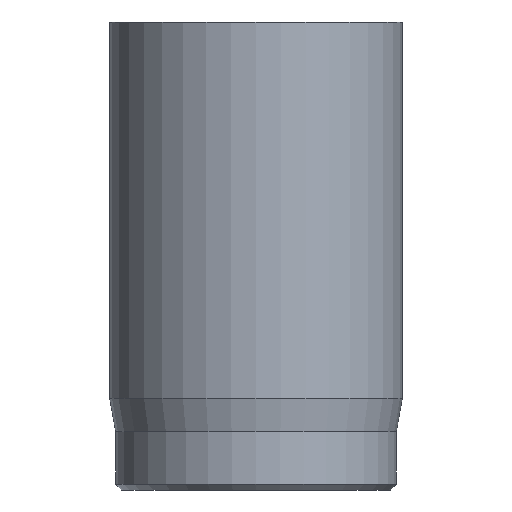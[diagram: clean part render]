
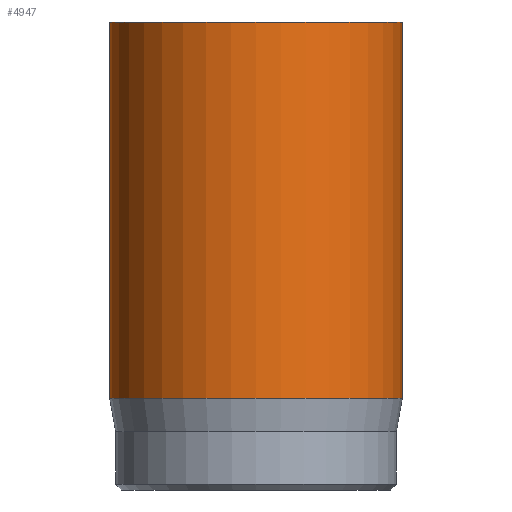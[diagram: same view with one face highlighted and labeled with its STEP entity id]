
A CAD part, front view. The second image highlights one B-rep face of the part: STEP entity #4947.
In plain terms, the highlighted cylindrical face has radius 2.5 mm (diameter 5 mm), a full revolution.
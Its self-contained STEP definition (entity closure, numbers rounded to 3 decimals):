
#40=CYLINDRICAL_SURFACE('',#5170,2.5);
#56=CIRCLE('',#5145,2.5);
#67=CIRCLE('',#5168,2.5);
#68=CIRCLE('',#5169,2.5);
#409=FACE_OUTER_BOUND('',#702,.T.);
#702=EDGE_LOOP('',(#4224,#4225,#4226,#4227,#4228));
#1053=LINE('',#8958,#1417);
#1417=VECTOR('',#5680,2.5);
#2213=VERTEX_POINT('',#8913);
#2224=VERTEX_POINT('',#8952);
#2225=VERTEX_POINT('',#8953);
#2894=EDGE_CURVE('',#2213,#2213,#56,.T.);
#2910=EDGE_CURVE('',#2224,#2225,#67,.T.);
#2911=EDGE_CURVE('',#2225,#2224,#68,.T.);
#2913=EDGE_CURVE('',#2213,#2224,#1053,.T.);
#4224=ORIENTED_EDGE('',*,*,#2894,.T.);
#4225=ORIENTED_EDGE('',*,*,#2913,.T.);
#4226=ORIENTED_EDGE('',*,*,#2910,.T.);
#4227=ORIENTED_EDGE('',*,*,#2911,.T.);
#4228=ORIENTED_EDGE('',*,*,#2913,.F.);
#4947=ADVANCED_FACE('',(#409),#40,.T.);
#5145=AXIS2_PLACEMENT_3D('',#8914,#5622,#5623);
#5168=AXIS2_PLACEMENT_3D('',#8954,#5673,#5674);
#5169=AXIS2_PLACEMENT_3D('',#8955,#5675,#5676);
#5170=AXIS2_PLACEMENT_3D('',#8957,#5678,#5679);
#5622=DIRECTION('center_axis',(0.,0.,-1.));
#5623=DIRECTION('ref_axis',(-1.,0.,0.));
#5673=DIRECTION('center_axis',(0.,0.,1.));
#5674=DIRECTION('ref_axis',(-1.,0.,0.));
#5675=DIRECTION('center_axis',(0.,0.,1.));
#5676=DIRECTION('ref_axis',(-1.,0.,0.));
#5678=DIRECTION('center_axis',(0.,0.,1.));
#5679=DIRECTION('ref_axis',(-1.,0.,0.));
#5680=DIRECTION('',(0.,0.,-1.));
#8913=CARTESIAN_POINT('',(2.5,0.,8.));
#8914=CARTESIAN_POINT('Origin',(0.,0.,8.));
#8952=CARTESIAN_POINT('',(2.5,0.,1.567));
#8953=CARTESIAN_POINT('',(-2.5,0.,1.567));
#8954=CARTESIAN_POINT('Origin',(0.,0.,1.567));
#8955=CARTESIAN_POINT('Origin',(0.,0.,1.567));
#8957=CARTESIAN_POINT('Origin',(0.,0.,0.));
#8958=CARTESIAN_POINT('',(2.5,0.,0.));
